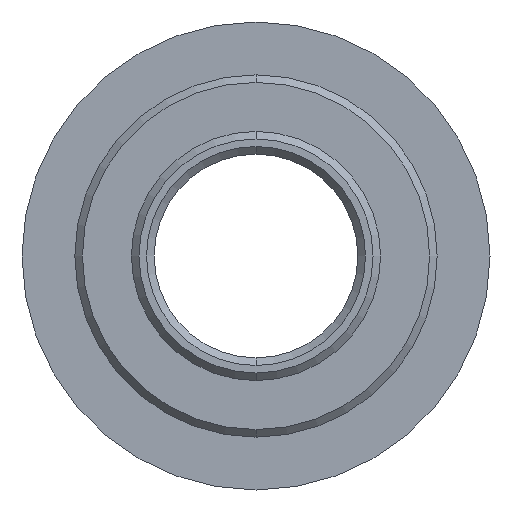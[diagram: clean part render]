
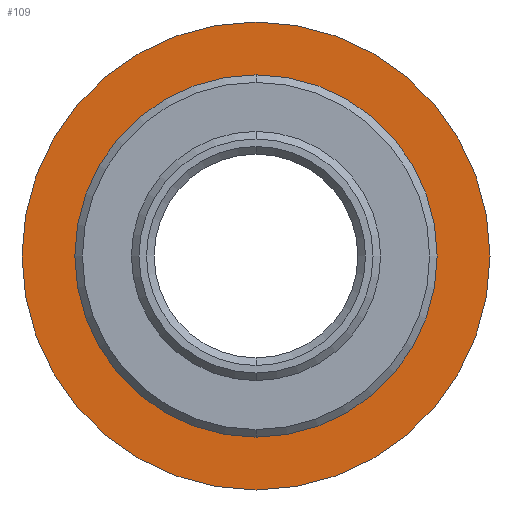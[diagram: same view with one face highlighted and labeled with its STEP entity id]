
A CAD part, front view. The second image highlights one B-rep face of the part: STEP entity #109.
In plain terms, the highlighted planar face has unit normal (0, -1, 0).
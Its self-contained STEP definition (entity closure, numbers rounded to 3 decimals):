
#15 = DIRECTION ( 'NONE',  ( 0., 0., -1. ) ) ;
#45 = AXIS2_PLACEMENT_3D ( 'NONE', #132, #518, #124 ) ;
#53 = DIRECTION ( 'NONE',  ( 0., 1., 0. ) ) ;
#73 = CIRCLE ( 'NONE', #45, 31. ) ;
#106 = DIRECTION ( 'NONE',  ( 0., 0., -1. ) ) ;
#107 = FACE_OUTER_BOUND ( 'NONE', #440, .T. ) ;
#109 = ADVANCED_FACE ( 'NONE', ( #492, #107 ), #667, .F. ) ;
#124 = DIRECTION ( 'NONE',  ( 0., 0., -1. ) ) ;
#125 = VERTEX_POINT ( 'NONE', #610 ) ;
#132 = CARTESIAN_POINT ( 'NONE',  ( 0., 40., 0. ) ) ;
#135 = EDGE_CURVE ( 'NONE', #716, #384, #617, .T. ) ;
#151 = CARTESIAN_POINT ( 'NONE',  ( 0., 40., 0. ) ) ;
#158 = AXIS2_PLACEMENT_3D ( 'NONE', #691, #447, #15 ) ;
#217 = DIRECTION ( 'NONE',  ( 0., 0., -1. ) ) ;
#222 = DIRECTION ( 'NONE',  ( 0., 0., 1. ) ) ;
#228 = EDGE_CURVE ( 'NONE', #384, #716, #73, .T. ) ;
#243 = AXIS2_PLACEMENT_3D ( 'NONE', #726, #53, #222 ) ;
#290 = ORIENTED_EDGE ( 'NONE', *, *, #135, .T. ) ;
#304 = CARTESIAN_POINT ( 'NONE',  ( 0., 40., -31. ) ) ;
#313 = CARTESIAN_POINT ( 'NONE',  ( 0., 40., 0. ) ) ;
#367 = AXIS2_PLACEMENT_3D ( 'NONE', #313, #540, #217 ) ;
#384 = VERTEX_POINT ( 'NONE', #304 ) ;
#409 = VERTEX_POINT ( 'NONE', #657 ) ;
#410 = EDGE_CURVE ( 'NONE', #125, #409, #621, .T. ) ;
#423 = EDGE_CURVE ( 'NONE', #409, #125, #718, .T. ) ;
#432 = ORIENTED_EDGE ( 'NONE', *, *, #410, .F. ) ;
#440 = EDGE_LOOP ( 'NONE', ( #556, #290 ) ) ;
#447 = DIRECTION ( 'NONE',  ( 0., -1., 0. ) ) ;
#467 = CARTESIAN_POINT ( 'NONE',  ( 0., 40., 31. ) ) ;
#492 = FACE_BOUND ( 'NONE', #723, .T. ) ;
#518 = DIRECTION ( 'NONE',  ( 0., -1., 0. ) ) ;
#540 = DIRECTION ( 'NONE',  ( 0., -1., 0. ) ) ;
#550 = DIRECTION ( 'NONE',  ( 0., -1., 0. ) ) ;
#556 = ORIENTED_EDGE ( 'NONE', *, *, #228, .T. ) ;
#571 = AXIS2_PLACEMENT_3D ( 'NONE', #151, #550, #106 ) ;
#610 = CARTESIAN_POINT ( 'NONE',  ( 0., 40., -24. ) ) ;
#617 = CIRCLE ( 'NONE', #158, 31. ) ;
#621 = CIRCLE ( 'NONE', #571, 24. ) ;
#628 = ORIENTED_EDGE ( 'NONE', *, *, #423, .F. ) ;
#657 = CARTESIAN_POINT ( 'NONE',  ( 0., 40., 24. ) ) ;
#667 = PLANE ( 'NONE',  #243 ) ;
#691 = CARTESIAN_POINT ( 'NONE',  ( 0., 40., 0. ) ) ;
#716 = VERTEX_POINT ( 'NONE', #467 ) ;
#718 = CIRCLE ( 'NONE', #367, 24. ) ;
#723 = EDGE_LOOP ( 'NONE', ( #432, #628 ) ) ;
#726 = CARTESIAN_POINT ( 'NONE',  ( -24., 40., 0. ) ) ;
